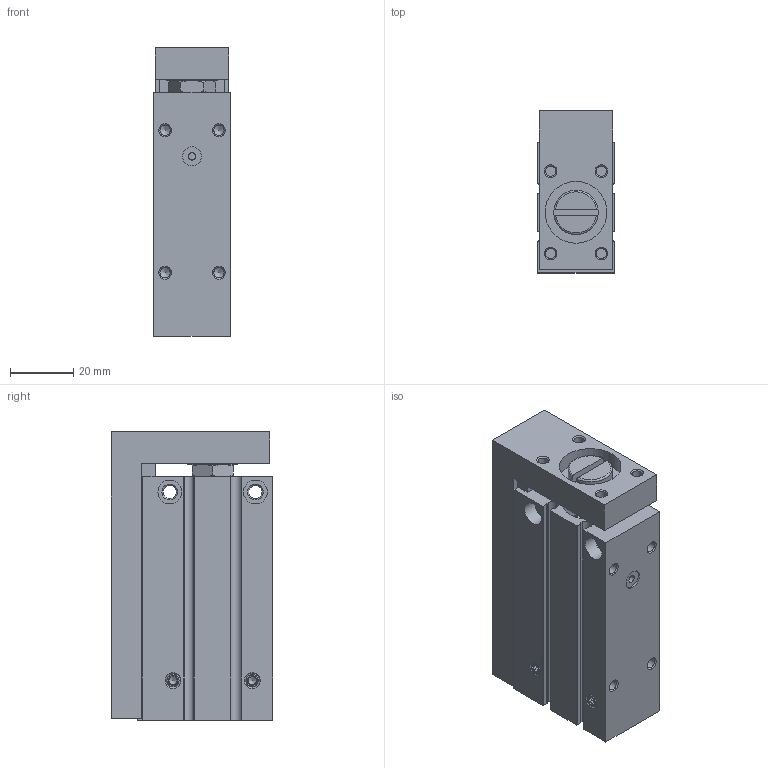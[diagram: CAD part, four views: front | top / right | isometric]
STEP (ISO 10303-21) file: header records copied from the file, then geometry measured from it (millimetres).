
FILE_DESCRIPTION(/* description */ ('STEP AP214'),/* implementation_level */ '2;1');
FILE_NAME(/* name */ '170502_SLS-16-30-P-A',/* time_stamp */ '2024-09-12T08:33:27+02:00',/* author */ ('License CC BY-ND 4.0'),/* organization */ ('CADENAS'),/* preprocessor_version */ 'ST-DEVELOPER v19.3',/* originating_system */ 'PARTsolutions',/* authorisation */ ' ');
FILE_SCHEMA (('AUTOMOTIVE_DESIGN {1 0 10303 214 3 1 1}'));
Length unit declared in the file: millimetre
Products named in the file (6): 170502 SLS-16-30-P-A---(asm_0); 170502 SLS-16-30-P-AZ---(Z); 170502 SLS-16-30-P-A---(S); 367182 SLS/SLT-16---(AD); 367176 SLS/SLT-16---(L); 5088186 M5x5
Assembly tree (8 placements, depth 2):
  170502 SLS-16-30-P-A---(asm_0)
    170502 SLS-16-30-P-AZ---(Z)
    170502 SLS-16-30-P-A---(S)
    367182 SLS/SLT-16---(AD)
    367176 SLS/SLT-16---(L)
    5088186 M5x5  x4
Bounding box: 24 x 51 x 91 mm (x, y, z)
Volume: 89020.6 mm3; surface area: 40257.4 mm2
Topology: 8 solids, 9 shells, 397 faces, 961 edges, 606 vertices
Faces by surface type: plane 201, cylinder 99, cone 85, torus 12
Full cylindrical faces by diameter (mm): 1 x1, 1.1 x1, 2.35 x4, 2.57 x4, 3.242 x14, 4 x4, 4.134 x9, 4.3 x2, 5 x8, 6 x5, 7.5 x4, 8 x1, 8.5 x1, 11.8 x1, 12.8 x1, 14 x1, 16 x3, 16.8 x2, 16.917 x2, 17 x3, 18 x2, 18.2 x1, 19 x1, 19.5 x1
Entity records: 8190 total; most frequent: CARTESIAN_POINT 1528, DIRECTION 1378, ORIENTED_EDGE 1132, EDGE_CURVE 566, AXIS2_PLACEMENT_3D 556, FACE_BOUND 496, EDGE_LOOP 484, VERTEX_POINT 436
